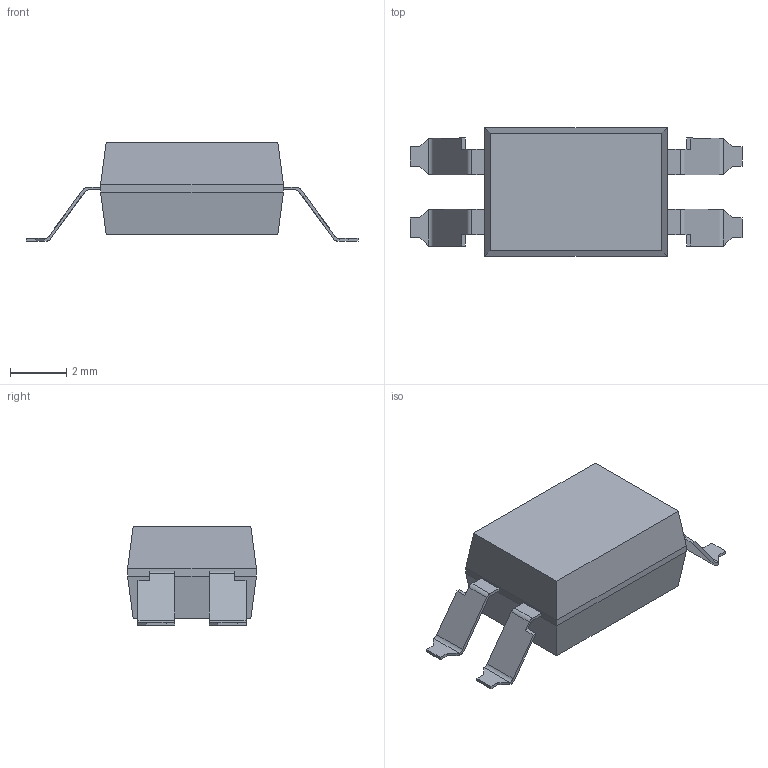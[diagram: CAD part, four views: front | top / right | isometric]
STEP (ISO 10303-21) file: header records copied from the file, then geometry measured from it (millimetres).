
FILE_DESCRIPTION(('FreeCAD Model'),'2;1');
FILE_NAME('WE-140816144100.step','2020-12-22T14:46:19',('kicad StepUp'),('ksu MCAD'), 'Open CASCADE STEP processor 7.3','FreeCAD','Unknown');
FILE_SCHEMA(('AUTOMOTIVE_DESIGN { 1 0 10303 214 1 1 1 1 }'));
Length unit declared in the file: millimetre
Products named in the file (1): WE-140816144100
Bounding box: 11.8 x 4.58 x 3.5 mm (x, y, z)
Volume: 91.9 mm3; surface area: 156.1 mm2
Topology: 1 solids, 1 shells, 90 faces, 244 edges, 160 vertices
Faces by surface type: plane 66, cylinder 16, bspline 8
Entity records: 3431 total; most frequent: CARTESIAN_POINT 527, ORIENTED_EDGE 488, DIRECTION 434, EDGE_CURVE 244, LINE 204, VECTOR 204, VERTEX_POINT 160, AXIS2_PLACEMENT_3D 115
